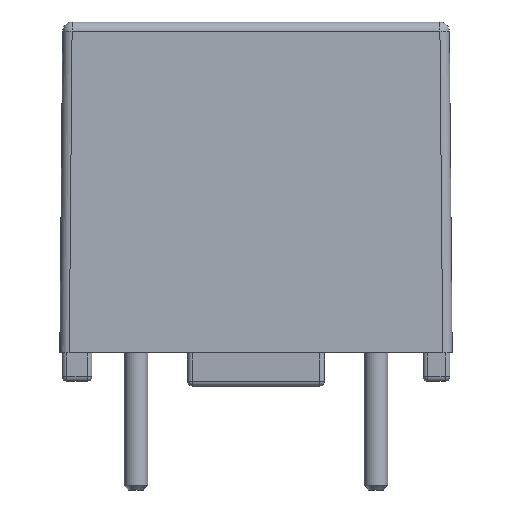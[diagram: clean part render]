
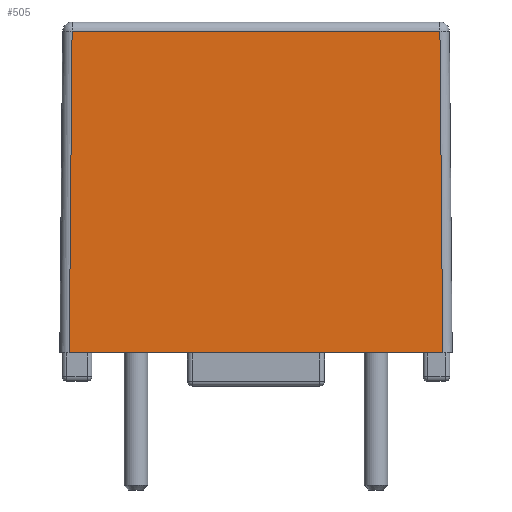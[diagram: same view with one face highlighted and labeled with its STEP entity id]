
A CAD part, front view. The second image highlights one B-rep face of the part: STEP entity #505.
In plain terms, the highlighted free-form (B-spline) face has degree [1, 1] with [2, 2] control points.
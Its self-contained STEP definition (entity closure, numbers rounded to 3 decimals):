
#91 = EDGE_CURVE('',#92,#94,#96,.T.);
#92 = VERTEX_POINT('',#93);
#93 = CARTESIAN_POINT('',(-3.95,-2.,0.7));
#94 = VERTEX_POINT('',#95);
#95 = CARTESIAN_POINT('',(3.95,-2.,0.7));
#96 = LINE('',#97,#98);
#97 = CARTESIAN_POINT('',(-4.15,-2.,0.7));
#98 = VECTOR('',#99,1.);
#99 = DIRECTION('',(1.,0.,0.));
#505 = ADVANCED_FACE('',(#506),#543,.T.);
#506 = FACE_BOUND('',#507,.T.);
#507 = EDGE_LOOP('',(#508,#509,#522,#532));
#508 = ORIENTED_EDGE('',*,*,#91,.T.);
#509 = ORIENTED_EDGE('',*,*,#510,.T.);
#510 = EDGE_CURVE('',#94,#511,#513,.T.);
#511 = VERTEX_POINT('',#512);
#512 = CARTESIAN_POINT('',(3.891,-1.941,7.502)
  );
#513 = B_SPLINE_CURVE_WITH_KNOTS('',3,(#514,#515,#516,#517,#518,#519,
    #520,#521),.UNSPECIFIED.,.F.,.F.,(4,2,2,4),(-0.341,
    0.002,7.002,7.345),.UNSPECIFIED.);
#514 = CARTESIAN_POINT('',(3.953,-2.003,0.357));
#515 = CARTESIAN_POINT('',(3.952,-2.002,0.472));
#516 = CARTESIAN_POINT('',(3.951,-2.001,0.586));
#517 = CARTESIAN_POINT('',(3.93,-1.98,3.033
    ));
#518 = CARTESIAN_POINT('',(3.909,-1.959,5.367
    ));
#519 = CARTESIAN_POINT('',(3.888,-1.938,7.814));
#520 = CARTESIAN_POINT('',(3.887,-1.937,7.928));
#521 = CARTESIAN_POINT('',(3.886,-1.936,8.043));
#522 = ORIENTED_EDGE('',*,*,#523,.F.);
#523 = EDGE_CURVE('',#524,#511,#526,.T.);
#524 = VERTEX_POINT('',#525);
#525 = CARTESIAN_POINT('',(-3.891,-1.941,7.502)
  );
#526 = B_SPLINE_CURVE_WITH_KNOTS('',2,(#527,#528,#529,#530,#531),
  .UNSPECIFIED.,.F.,.F.,(3,1,1,3),(-0.302,-0.002,
    8.18,8.48),.UNSPECIFIED.);
#527 = CARTESIAN_POINT('',(-4.391,-1.941,7.502)
  );
#528 = CARTESIAN_POINT('',(-4.241,-1.941,7.502)
  );
#529 = CARTESIAN_POINT('',(0.,-1.941,7.502));
#530 = CARTESIAN_POINT('',(4.241,-1.941,7.502)
  );
#531 = CARTESIAN_POINT('',(4.391,-1.941,7.502)
  );
#532 = ORIENTED_EDGE('',*,*,#533,.F.);
#533 = EDGE_CURVE('',#92,#524,#534,.T.);
#534 = B_SPLINE_CURVE_WITH_KNOTS('',3,(#535,#536,#537,#538,#539,#540,
    #541,#542),.UNSPECIFIED.,.F.,.F.,(4,2,2,4),(-0.341,
    0.002,7.002,7.345),.UNSPECIFIED.);
#535 = CARTESIAN_POINT('',(-3.953,-2.003,0.357));
#536 = CARTESIAN_POINT('',(-3.952,-2.002,0.472));
#537 = CARTESIAN_POINT('',(-3.951,-2.001,0.586));
#538 = CARTESIAN_POINT('',(-3.93,-1.98,
    3.033));
#539 = CARTESIAN_POINT('',(-3.909,-1.959,
    5.367));
#540 = CARTESIAN_POINT('',(-3.888,-1.938,7.814));
#541 = CARTESIAN_POINT('',(-3.887,-1.937,7.928));
#542 = CARTESIAN_POINT('',(-3.886,-1.936,8.043));
#543 = B_SPLINE_SURFACE_WITH_KNOTS('',1,1,(
    (#544,#545)
    ,(#546,#547
  )),.UNSPECIFIED.,.F.,.F.,.F.,(2,2),(2,2),(0.,8.3),(0.,1.),
  .PIECEWISE_BEZIER_KNOTS.);
#544 = CARTESIAN_POINT('',(-4.15,-2.,0.7));
#545 = CARTESIAN_POINT('',(-4.089,-1.939,7.7));
#546 = CARTESIAN_POINT('',(4.15,-2.,0.7));
#547 = CARTESIAN_POINT('',(4.089,-1.939,7.7));
